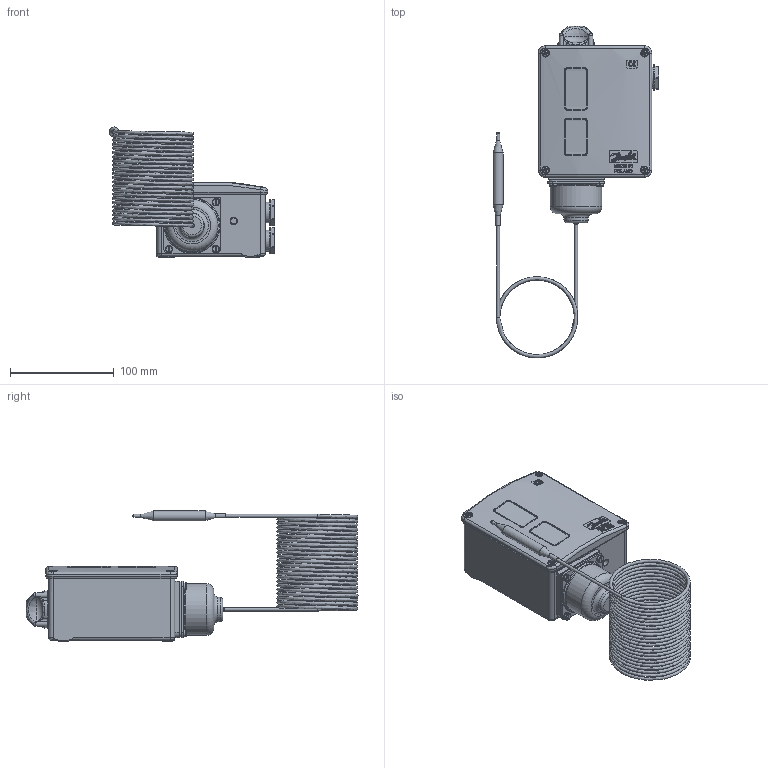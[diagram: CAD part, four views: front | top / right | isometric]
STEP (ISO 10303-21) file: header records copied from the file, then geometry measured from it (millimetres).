
FILE_DESCRIPTION((''),'2;1');
FILE_NAME('WEB017-9678.step','2014-12-12T23:35:34',(''),(''),'Autodesk Inventor 2012','Autodesk Inventor 2012','');
FILE_SCHEMA(('AUTOMOTIVE_DESIGN { 1 2 10303 214 0 1 1 1 }'));
Length unit declared in the file: millimetre
Products named in the file (1): WEB017-9678
Bounding box: 159.32 x 319.25 x 125.15 mm (x, y, z)
Volume: 1020317.6 mm3; surface area: 134599.4 mm2
Topology: 1 solids, 12 shells, 2069 faces, 5869 edges, 3969 vertices
Faces by surface type: plane 1579, cylinder 190, cone 103, bspline 95, torus 76, sphere 26
Full cylindrical faces by diameter (mm): 0.75 x1, 3 x3, 3.128 x4, 3.5 x4, 3.86 x4, 4.1 x1, 4.2 x1, 6.9 x4, 7 x5, 7.2 x4, 8 x1, 9.5 x1, 9.9 x1, 14.05 x2, 14.5 x2, 15.2 x2, 15.22 x2, 18.3 x2, 18.45 x2, 18.5 x2, 19.28 x2, 20 x2, 25 x2, 27.5 x1, 49.6 x1, 50.5 x1
Entity records: 77996 total; most frequent: CARTESIAN_POINT 20911, DIRECTION 12345, ORIENTED_EDGE 11206, EDGE_CURVE 5603, AXIS2_PLACEMENT_3D 5187, VERTEX_POINT 3753, ELLIPSE 2448, EDGE_LOOP 2286
